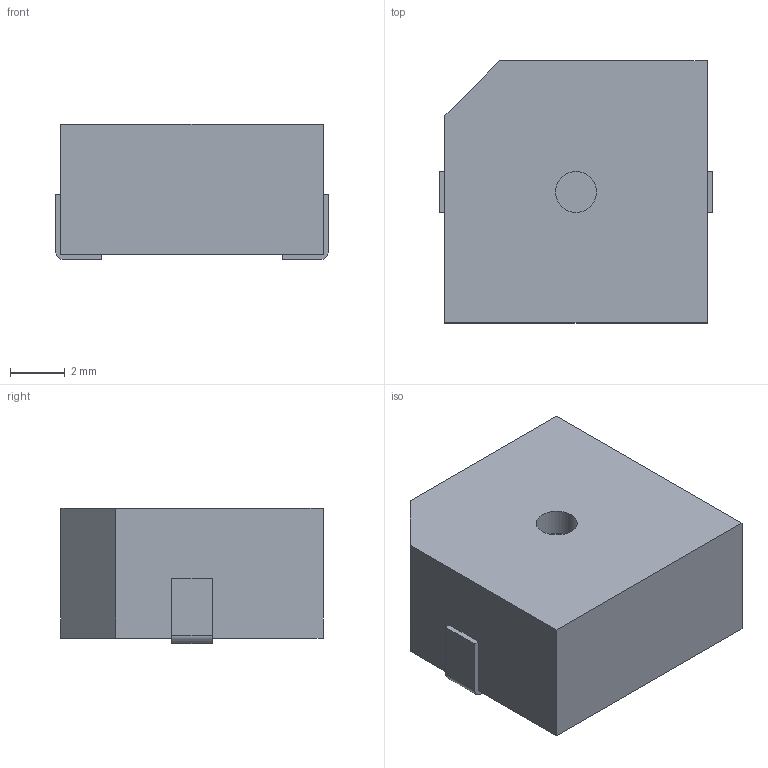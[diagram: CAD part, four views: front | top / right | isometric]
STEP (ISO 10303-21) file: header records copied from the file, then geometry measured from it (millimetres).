
FILE_DESCRIPTION(('HOOPS Exchange Step'),'2;1');
FILE_NAME('temp_export','2024-09-25T14:41:07+03:00',('o.kravchenko'),('Shapr3D Limited'),'HOOPS Exchange 2024.2','Shapr3D','Authorized');
FILE_SCHEMA( ('AP242_MANAGED_MODEL_BASED_3D_ENGINEERING_MIM_LF {1 0 10303 442 1 1 4 }') );
Length unit declared in the file: millimetre
Products named in the file (2): BUZ-SMD,9.6x9.6mm; root
Assembly tree (1 placements, depth 2):
  root
    BUZ-SMD,9.6x9.6mm
Bounding box: 10 x 9.6 x 4.95 mm (x, y, z)
Volume: 380.4 mm3; surface area: 512.8 mm2
Topology: 3 solids, 3 shells, 35 faces, 82 edges, 56 vertices
Faces by surface type: plane 30, cylinder 5
Full cylindrical faces by diameter (mm): 1.5 x1, 4 x1, 6.543 x1
Entity records: 1064 total; most frequent: CARTESIAN_POINT 177, DIRECTION 170, ORIENTED_EDGE 164, EDGE_CURVE 82, VECTOR 72, LINE 72, VERTEX_POINT 56, AXIS2_PLACEMENT_3D 49
